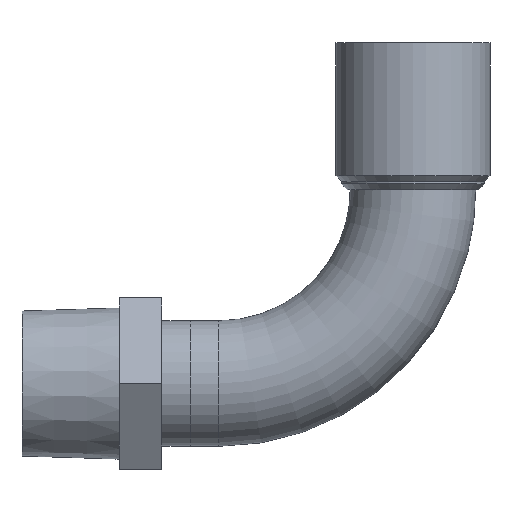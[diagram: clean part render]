
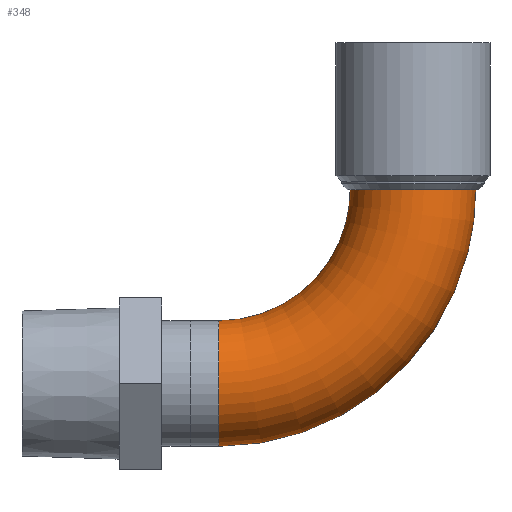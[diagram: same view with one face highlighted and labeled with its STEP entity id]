
A CAD part, front view. The second image highlights one B-rep face of the part: STEP entity #348.
In plain terms, the highlighted toroidal (fillet/blend) face has major radius 34 mm and minor radius 11 mm.
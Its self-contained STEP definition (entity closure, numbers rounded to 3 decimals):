
#77=TOROIDAL_SURFACE('',#490,34.,11.);
#82=ORIENTED_EDGE('',*,*,#156,.F.);
#83=ORIENTED_EDGE('',*,*,#157,.F.);
#156=EDGE_CURVE('',#193,#193,#224,.T.);
#157=EDGE_CURVE('',#194,#194,#225,.T.);
#193=VERTEX_POINT('',#661);
#194=VERTEX_POINT('',#663);
#224=CIRCLE('',#491,11.);
#225=CIRCLE('',#492,11.);
#243=EDGE_LOOP('',(#82));
#244=EDGE_LOOP('',(#83));
#289=FACE_BOUND('',#243,.T.);
#290=FACE_BOUND('',#244,.T.);
#348=ADVANCED_FACE('',(#289,#290),#77,.T.);
#490=AXIS2_PLACEMENT_3D('',#659,#546,#547);
#491=AXIS2_PLACEMENT_3D('',#660,#548,#549);
#492=AXIS2_PLACEMENT_3D('',#662,#550,#551);
#546=DIRECTION('',(0.,-1.,0.));
#547=DIRECTION('',(0.,0.,-1.));
#548=DIRECTION('',(-1.,0.,0.));
#549=DIRECTION('',(0.,0.,1.));
#550=DIRECTION('',(0.,0.,1.));
#551=DIRECTION('',(1.,0.,0.));
#659=CARTESIAN_POINT('',(-34.,0.,8.141));
#660=CARTESIAN_POINT('',(-34.,0.,-25.859));
#661=CARTESIAN_POINT('',(-34.,0.,-14.859));
#662=CARTESIAN_POINT('',(0.,0.,8.141));
#663=CARTESIAN_POINT('',(11.,0.,8.141));
